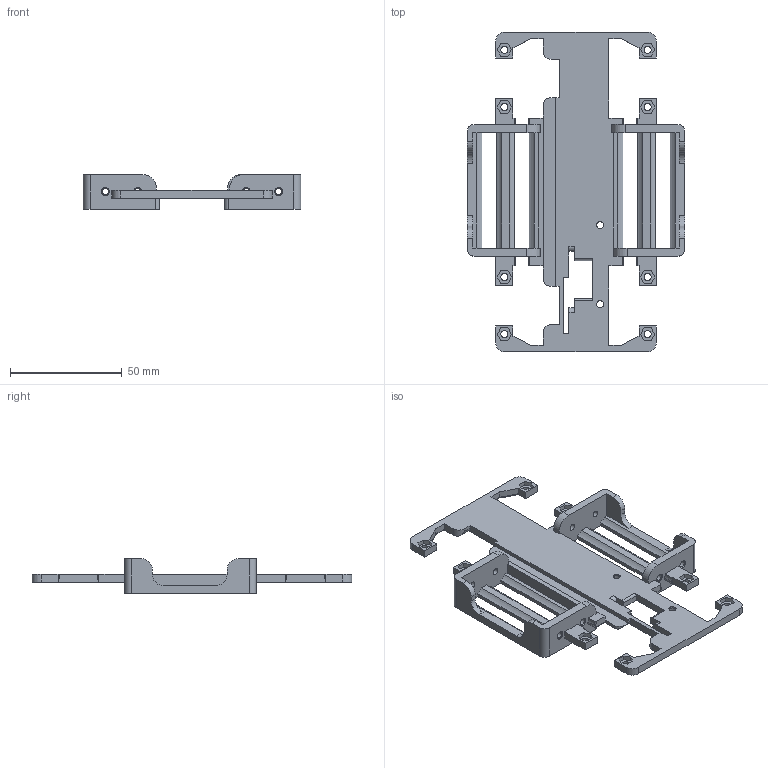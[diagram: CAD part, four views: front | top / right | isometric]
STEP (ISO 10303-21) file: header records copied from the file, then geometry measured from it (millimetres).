
FILE_DESCRIPTION(/* description */ ('','CAx-IF Rec.Pracs.---Representation and Presentation of Product Manufacturing Information (PMI)---4.0---2014-10-13'),/* implementation_level */ '2;1');
FILE_NAME(/* name */ 'Shortened_Chassis.step',/* time_stamp */ '2025-02-18T19:13:55-05:00',/* author */ (''),/* organization */ (''),/* preprocessor_version */ 'ST-DEVELOPER v20',/* originating_system */ 'Autodesk Translation Framework v13.20.0.188',/* authorisation */ '');
FILE_SCHEMA (('AP242_MANAGED_MODEL_BASED_3D_ENGINEERING_MIM_LF { 1 0 10303 442 1 1 4 }'));
Length unit declared in the file: millimetre
Products named in the file (1): FlatChassis
Bounding box: 97.4 x 143.3 x 15.6 mm (x, y, z)
Volume: 30862.2 mm3; surface area: 25064.2 mm2
Topology: 1 solids, 1 shells, 294 faces, 823 edges, 541 vertices
Faces by surface type: plane 184, cylinder 90, cone 12, torus 4, bspline 4
Full cylindrical faces by diameter (mm): 2.85 x8, 3.2 x10, 5.6 x2
Entity records: 9695 total; most frequent: CARTESIAN_POINT 1809, ORIENTED_EDGE 1646, DIRECTION 1599, EDGE_CURVE 823, LINE 605, VECTOR 605, VERTEX_POINT 541, AXIS2_PLACEMENT_3D 497
